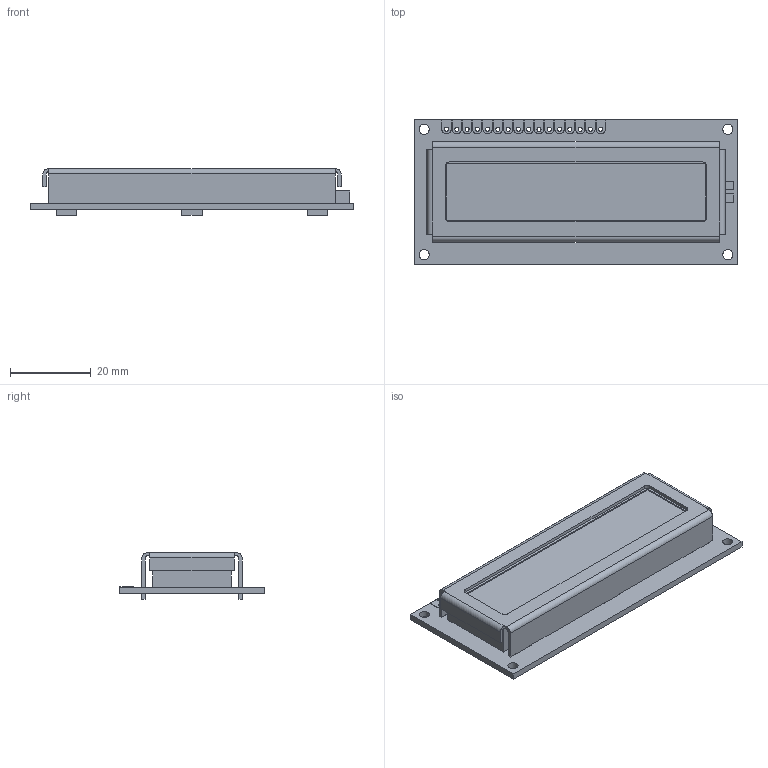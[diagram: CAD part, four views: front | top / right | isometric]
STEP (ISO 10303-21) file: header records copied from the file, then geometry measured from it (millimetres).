
FILE_DESCRIPTION(/* description */ (''),/* implementation_level */ '2;1');
FILE_NAME(/* name */ 'LCD_16x2.stp',/* time_stamp */ '2015-11-17T15:24:04+01:00',/* author */ ('Stephan'),/* organization */ (''),/* preprocessor_version */ 'ST-DEVELOPER v16.1',/* originating_system */ 'Autodesk Inventor 2016',/* authorisation */ '');
FILE_SCHEMA (('AUTOMOTIVE_DESIGN { 1 0 10303 214 3 1 1 }'));
Length unit declared in the file: millimetre
Products named in the file (4): LCD Platine; LCD; Blechdeckel; LCD_16x2
Assembly tree (3 placements, depth 2):
  LCD_16x2
    LCD Platine
    LCD
    Blechdeckel
Bounding box: 80 x 36 x 11.5 mm (x, y, z)
Volume: 16225.3 mm3; surface area: 15075 mm2
Topology: 3 solids, 3 shells, 211 faces, 584 edges, 396 vertices
Faces by surface type: plane 163, cylinder 48
Full cylindrical faces by diameter (mm): 1 x16, 2.5 x4
Entity records: 6706 total; most frequent: CARTESIAN_POINT 1138, ORIENTED_EDGE 1088, DIRECTION 1076, EDGE_CURVE 544, LINE 448, VECTOR 448, VERTEX_POINT 376, AXIS2_PLACEMENT_3D 314
